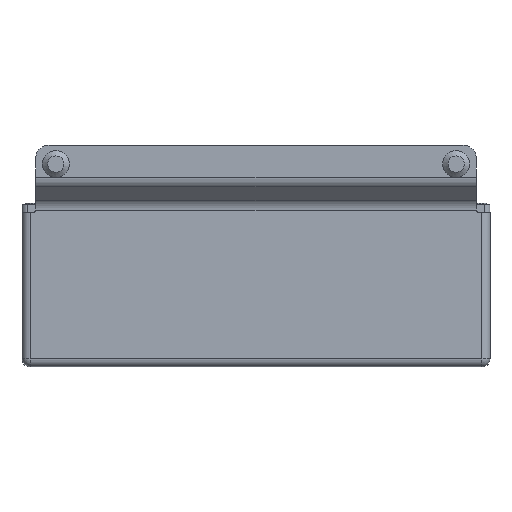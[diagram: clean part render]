
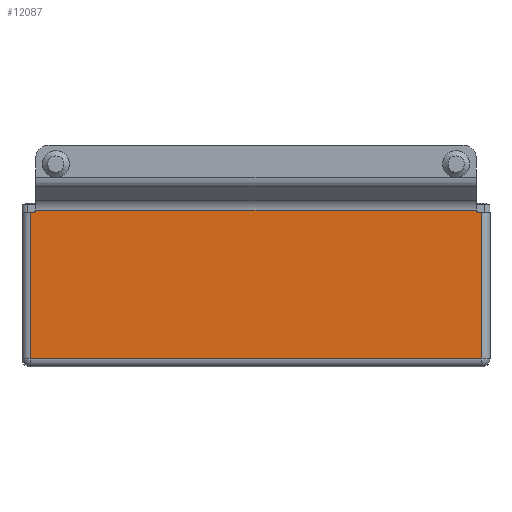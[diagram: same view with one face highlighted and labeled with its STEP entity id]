
A CAD part, left-side view. The second image highlights one B-rep face of the part: STEP entity #12087.
In plain terms, the highlighted planar face has unit normal (-1, 0, 0).
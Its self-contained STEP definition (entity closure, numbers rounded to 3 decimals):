
#471 = CARTESIAN_POINT ( 'NONE',  ( -20., -82.458, 28. ) ) ;
#489 = VERTEX_POINT ( 'NONE', #8849 ) ;
#702 = ORIENTED_EDGE ( 'NONE', *, *, #6161, .T. ) ;
#720 = CARTESIAN_POINT ( 'NONE',  ( -20., -81.461, 27.929 ) ) ;
#939 = DIRECTION ( 'NONE',  ( 1., 0., 0. ) ) ;
#1081 = VERTEX_POINT ( 'NONE', #15612 ) ;
#1546 = VECTOR ( 'NONE', #5489, 1000. ) ;
#1827 = VECTOR ( 'NONE', #3141, 1000. ) ;
#1877 = CIRCLE ( 'NONE', #16205, 1. ) ;
#1917 = DIRECTION ( 'NONE',  ( 0., 1., 0. ) ) ;
#2000 = VECTOR ( 'NONE', #16360, 1000. ) ;
#2130 = ORIENTED_EDGE ( 'NONE', *, *, #3544, .F. ) ;
#2951 = DIRECTION ( 'NONE',  ( 1., 0., 0. ) ) ;
#3141 = DIRECTION ( 'NONE',  ( 0., -1., 0. ) ) ;
#3388 = CARTESIAN_POINT ( 'NONE',  ( -20., 86.5, -27. ) ) ;
#3426 = LINE ( 'NONE', #5647, #1827 ) ;
#3544 = EDGE_CURVE ( 'NONE', #15142, #1081, #3426, .T. ) ;
#3959 = VERTEX_POINT ( 'NONE', #11739 ) ;
#4179 = CARTESIAN_POINT ( 'NONE',  ( -20., 83.5, -30. ) ) ;
#4518 = ORIENTED_EDGE ( 'NONE', *, *, #7327, .T. ) ;
#4573 = CARTESIAN_POINT ( 'NONE',  ( -20., -83.5, -30. ) ) ;
#4770 = DIRECTION ( 'NONE',  ( 0., 1., 0. ) ) ;
#5191 = LINE ( 'NONE', #4179, #1546 ) ;
#5489 = DIRECTION ( 'NONE',  ( 0., 0., -1. ) ) ;
#5586 = VERTEX_POINT ( 'NONE', #7148 ) ;
#5600 = EDGE_LOOP ( 'NONE', ( #702, #7402, #8419, #15649, #4518, #6553, #5941, #2130 ) ) ;
#5622 = VERTEX_POINT ( 'NONE', #8799 ) ;
#5647 = CARTESIAN_POINT ( 'NONE',  ( -20., -86.458, 27. ) ) ;
#5941 = ORIENTED_EDGE ( 'NONE', *, *, #15436, .T. ) ;
#6161 = EDGE_CURVE ( 'NONE', #15142, #9133, #10921, .T. ) ;
#6183 = VERTEX_POINT ( 'NONE', #9542 ) ;
#6250 = LINE ( 'NONE', #4573, #2000 ) ;
#6361 = EDGE_CURVE ( 'NONE', #3959, #5586, #16626, .T. ) ;
#6553 = ORIENTED_EDGE ( 'NONE', *, *, #6361, .T. ) ;
#6673 = LINE ( 'NONE', #10113, #10739 ) ;
#6904 = VECTOR ( 'NONE', #1917, 1000. ) ;
#7148 = CARTESIAN_POINT ( 'NONE',  ( -20., -83.5, -27. ) ) ;
#7263 = DIRECTION ( 'NONE',  ( 0., 0., -1. ) ) ;
#7327 = EDGE_CURVE ( 'NONE', #6183, #3959, #5191, .T. ) ;
#7402 = ORIENTED_EDGE ( 'NONE', *, *, #14913, .T. ) ;
#7970 = DIRECTION ( 'NONE',  ( 0., 0., -1. ) ) ;
#8057 = CARTESIAN_POINT ( 'NONE',  ( -20., -82.458, 27. ) ) ;
#8419 = ORIENTED_EDGE ( 'NONE', *, *, #11883, .T. ) ;
#8799 = CARTESIAN_POINT ( 'NONE',  ( -20., 82.458, 27. ) ) ;
#8849 = CARTESIAN_POINT ( 'NONE',  ( -20., 81.461, 27.929 ) ) ;
#9133 = VERTEX_POINT ( 'NONE', #720 ) ;
#9542 = CARTESIAN_POINT ( 'NONE',  ( -20., 83.5, 27. ) ) ;
#10113 = CARTESIAN_POINT ( 'NONE',  ( -20., 86.5, 27.929 ) ) ;
#10739 = VECTOR ( 'NONE', #4770, 1000. ) ;
#10898 = DIRECTION ( 'NONE',  ( 0., 0., -1. ) ) ;
#10921 = CIRCLE ( 'NONE', #16697, 1. ) ;
#11739 = CARTESIAN_POINT ( 'NONE',  ( -20., 83.5, -27. ) ) ;
#11853 = AXIS2_PLACEMENT_3D ( 'NONE', #15089, #939, #7263 ) ;
#11883 = EDGE_CURVE ( 'NONE', #489, #5622, #1877, .T. ) ;
#12016 = LINE ( 'NONE', #14663, #6904 ) ;
#12087 = ADVANCED_FACE ( 'NONE', ( #13049 ), #13774, .F. ) ;
#12956 = EDGE_CURVE ( 'NONE', #5622, #6183, #12016, .T. ) ;
#13049 = FACE_OUTER_BOUND ( 'NONE', #5600, .T. ) ;
#13173 = VECTOR ( 'NONE', #15124, 1000. ) ;
#13774 = PLANE ( 'NONE',  #11853 ) ;
#14261 = DIRECTION ( 'NONE',  ( 1., 0., 0. ) ) ;
#14663 = CARTESIAN_POINT ( 'NONE',  ( -20., 86.458, 27. ) ) ;
#14913 = EDGE_CURVE ( 'NONE', #9133, #489, #6673, .T. ) ;
#15089 = CARTESIAN_POINT ( 'NONE',  ( -20., 86.5, -30. ) ) ;
#15124 = DIRECTION ( 'NONE',  ( 0., -1., 0. ) ) ;
#15142 = VERTEX_POINT ( 'NONE', #8057 ) ;
#15436 = EDGE_CURVE ( 'NONE', #5586, #1081, #6250, .T. ) ;
#15612 = CARTESIAN_POINT ( 'NONE',  ( -20., -83.5, 27. ) ) ;
#15649 = ORIENTED_EDGE ( 'NONE', *, *, #12956, .T. ) ;
#15776 = CARTESIAN_POINT ( 'NONE',  ( -20., 82.458, 28. ) ) ;
#16205 = AXIS2_PLACEMENT_3D ( 'NONE', #15776, #14261, #7970 ) ;
#16360 = DIRECTION ( 'NONE',  ( 0., 0., 1. ) ) ;
#16626 = LINE ( 'NONE', #3388, #13173 ) ;
#16697 = AXIS2_PLACEMENT_3D ( 'NONE', #471, #2951, #10898 ) ;
